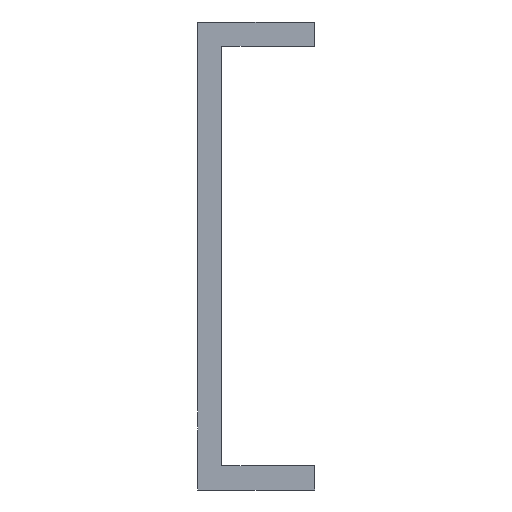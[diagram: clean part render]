
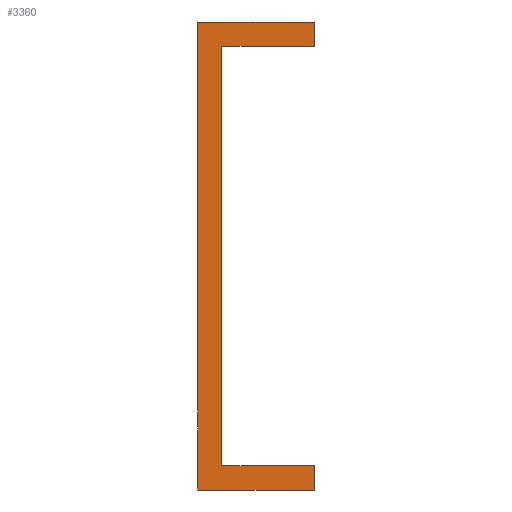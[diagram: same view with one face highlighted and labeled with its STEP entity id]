
A CAD part, front view. The second image highlights one B-rep face of the part: STEP entity #3360.
In plain terms, the highlighted planar face has unit normal (0, -1, 0).
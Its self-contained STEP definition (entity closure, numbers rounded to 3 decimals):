
#6 = EDGE_CURVE ( 'NONE', #3952, #3561, #2798, .T. ) ;
#267 = ORIENTED_EDGE ( 'NONE', *, *, #2819, .F. ) ;
#389 = VECTOR ( 'NONE', #2722, 1000. ) ;
#471 = ORIENTED_EDGE ( 'NONE', *, *, #6, .F. ) ;
#487 = CARTESIAN_POINT ( 'NONE',  ( -12., 0., -43. ) ) ;
#751 = DIRECTION ( 'NONE',  ( -1., 0., 0. ) ) ;
#760 = VERTEX_POINT ( 'NONE', #2816 ) ;
#786 = CARTESIAN_POINT ( 'NONE',  ( -12., 0., 2.5 ) ) ;
#816 = EDGE_CURVE ( 'NONE', #1302, #3813, #2135, .T. ) ;
#948 = VECTOR ( 'NONE', #5488, 1000. ) ;
#1094 = CARTESIAN_POINT ( 'NONE',  ( -12., 0., 0. ) ) ;
#1174 = VERTEX_POINT ( 'NONE', #786 ) ;
#1201 = VECTOR ( 'NONE', #5695, 1000. ) ;
#1271 = LINE ( 'NONE', #1523, #1555 ) ;
#1302 = VERTEX_POINT ( 'NONE', #3997 ) ;
#1315 = ORIENTED_EDGE ( 'NONE', *, *, #5391, .F. ) ;
#1348 = CARTESIAN_POINT ( 'NONE',  ( 0., 0., 0. ) ) ;
#1362 = CARTESIAN_POINT ( 'NONE',  ( -24., 0., 2.5 ) ) ;
#1394 = CARTESIAN_POINT ( 'NONE',  ( -21.5, 0., 0. ) ) ;
#1523 = CARTESIAN_POINT ( 'NONE',  ( -12., 0., -43. ) ) ;
#1555 = VECTOR ( 'NONE', #3311, 1000. ) ;
#1589 = ORIENTED_EDGE ( 'NONE', *, *, #5004, .F. ) ;
#1593 = DIRECTION ( 'NONE',  ( -1., 0., 0. ) ) ;
#1634 = EDGE_LOOP ( 'NONE', ( #2232, #1589, #1933, #1315, #3553, #471, #267, #3597 ) ) ;
#1690 = CARTESIAN_POINT ( 'NONE',  ( -21.5, 0., -43. ) ) ;
#1768 = VECTOR ( 'NONE', #751, 1000. ) ;
#1790 = EDGE_CURVE ( 'NONE', #3561, #2809, #4894, .T. ) ;
#1809 = DIRECTION ( 'NONE',  ( 0., 0., -1. ) ) ;
#1912 = VECTOR ( 'NONE', #1593, 1000. ) ;
#1933 = ORIENTED_EDGE ( 'NONE', *, *, #2301, .F. ) ;
#1979 = FACE_OUTER_BOUND ( 'NONE', #1634, .T. ) ;
#2081 = PLANE ( 'NONE',  #3898 ) ;
#2135 = LINE ( 'NONE', #1394, #3380 ) ;
#2150 = LINE ( 'NONE', #3706, #948 ) ;
#2232 = ORIENTED_EDGE ( 'NONE', *, *, #816, .F. ) ;
#2301 = EDGE_CURVE ( 'NONE', #1174, #5779, #2150, .T. ) ;
#2605 = LINE ( 'NONE', #1094, #1912 ) ;
#2722 = DIRECTION ( 'NONE',  ( 0., 0., -1. ) ) ;
#2733 = DIRECTION ( 'NONE',  ( 0., 0., -1. ) ) ;
#2798 = LINE ( 'NONE', #4788, #1768 ) ;
#2809 = VERTEX_POINT ( 'NONE', #1362 ) ;
#2816 = CARTESIAN_POINT ( 'NONE',  ( -12., 0., -43. ) ) ;
#2819 = EDGE_CURVE ( 'NONE', #760, #3952, #3948, .T. ) ;
#3311 = DIRECTION ( 'NONE',  ( 1., 0., 0. ) ) ;
#3360 = ADVANCED_FACE ( 'NONE', ( #1979 ), #2081, .T. ) ;
#3380 = VECTOR ( 'NONE', #2733, 1000. ) ;
#3433 = LINE ( 'NONE', #4797, #1201 ) ;
#3475 = DIRECTION ( 'NONE',  ( 0., -1., 0. ) ) ;
#3553 = ORIENTED_EDGE ( 'NONE', *, *, #1790, .F. ) ;
#3561 = VERTEX_POINT ( 'NONE', #5555 ) ;
#3576 = EDGE_CURVE ( 'NONE', #3813, #760, #1271, .T. ) ;
#3597 = ORIENTED_EDGE ( 'NONE', *, *, #3576, .F. ) ;
#3706 = CARTESIAN_POINT ( 'NONE',  ( -12., 0., 0. ) ) ;
#3757 = VECTOR ( 'NONE', #4453, 1000. ) ;
#3813 = VERTEX_POINT ( 'NONE', #1690 ) ;
#3819 = CARTESIAN_POINT ( 'NONE',  ( -12., 0., 0. ) ) ;
#3898 = AXIS2_PLACEMENT_3D ( 'NONE', #1348, #3475, #1809 ) ;
#3948 = LINE ( 'NONE', #487, #389 ) ;
#3952 = VERTEX_POINT ( 'NONE', #5747 ) ;
#3997 = CARTESIAN_POINT ( 'NONE',  ( -21.5, 0., 0. ) ) ;
#4453 = DIRECTION ( 'NONE',  ( 0., 0., 1. ) ) ;
#4491 = CARTESIAN_POINT ( 'NONE',  ( -24., 0., -45.5 ) ) ;
#4788 = CARTESIAN_POINT ( 'NONE',  ( -21.5, 0., -45.5 ) ) ;
#4797 = CARTESIAN_POINT ( 'NONE',  ( 24., 0., 2.5 ) ) ;
#4894 = LINE ( 'NONE', #4491, #3757 ) ;
#5004 = EDGE_CURVE ( 'NONE', #5779, #1302, #2605, .T. ) ;
#5391 = EDGE_CURVE ( 'NONE', #2809, #1174, #3433, .T. ) ;
#5488 = DIRECTION ( 'NONE',  ( 0., 0., -1. ) ) ;
#5555 = CARTESIAN_POINT ( 'NONE',  ( -24., 0., -45.5 ) ) ;
#5695 = DIRECTION ( 'NONE',  ( 1., 0., 0. ) ) ;
#5747 = CARTESIAN_POINT ( 'NONE',  ( -12., 0., -45.5 ) ) ;
#5779 = VERTEX_POINT ( 'NONE', #3819 ) ;
